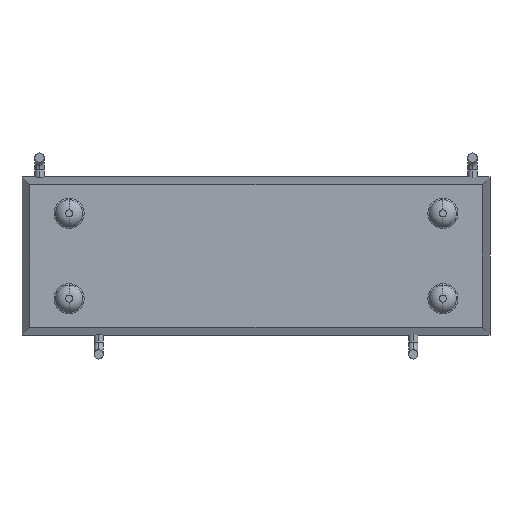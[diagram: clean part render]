
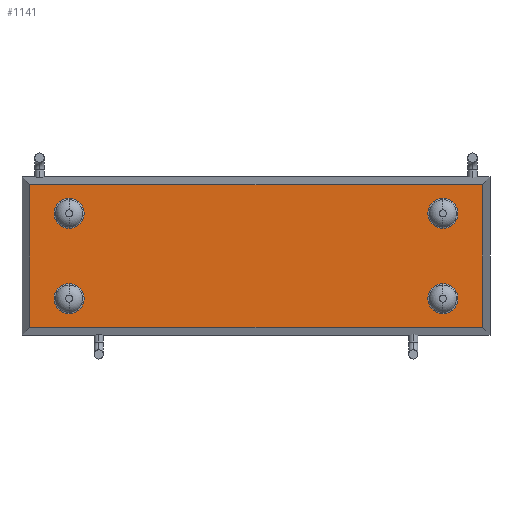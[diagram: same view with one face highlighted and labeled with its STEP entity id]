
A CAD part, front view. The second image highlights one B-rep face of the part: STEP entity #1141.
In plain terms, the highlighted planar face has unit normal (0, -1, 0).
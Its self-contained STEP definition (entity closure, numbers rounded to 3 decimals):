
#8 = DIRECTION ( 'NONE',  ( 0., 1., 0. ) ) ;
#13 = CARTESIAN_POINT ( 'NONE',  ( -12.06, 0.5, 2.75 ) ) ;
#34 = ORIENTED_EDGE ( 'NONE', *, *, #1082, .T. ) ;
#63 = VECTOR ( 'NONE', #959, 1000. ) ;
#65 = VECTOR ( 'NONE', #138, 1000. ) ;
#72 = ORIENTED_EDGE ( 'NONE', *, *, #398, .T. ) ;
#86 = CARTESIAN_POINT ( 'NONE',  ( 12.06, 0.5, 2.75 ) ) ;
#138 = DIRECTION ( 'NONE',  ( -1., 0., 0. ) ) ;
#157 = CARTESIAN_POINT ( 'NONE',  ( -15.1, 0.5, 4.597 ) ) ;
#166 = EDGE_LOOP ( 'NONE', ( #1492, #72 ) ) ;
#173 = CARTESIAN_POINT ( 'NONE',  ( -12.06, 0.5, -1.779 ) ) ;
#209 = VERTEX_POINT ( 'NONE', #302 ) ;
#211 = EDGE_CURVE ( 'NONE', #522, #243, #472, .T. ) ;
#226 = DIRECTION ( 'NONE',  ( 0., 0., 1. ) ) ;
#243 = VERTEX_POINT ( 'NONE', #887 ) ;
#249 = CARTESIAN_POINT ( 'NONE',  ( 12.06, 0.5, 1.779 ) ) ;
#251 = AXIS2_PLACEMENT_3D ( 'NONE', #1568, #980, #531 ) ;
#257 = CIRCLE ( 'NONE', #251, 0.971 ) ;
#281 = VERTEX_POINT ( 'NONE', #1221 ) ;
#299 = ORIENTED_EDGE ( 'NONE', *, *, #1618, .T. ) ;
#302 = CARTESIAN_POINT ( 'NONE',  ( -12.06, 0.5, 3.721 ) ) ;
#315 = AXIS2_PLACEMENT_3D ( 'NONE', #1341, #470, #1045 ) ;
#332 = CARTESIAN_POINT ( 'NONE',  ( 12.06, 0.5, -2.75 ) ) ;
#381 = DIRECTION ( 'NONE',  ( 0., 1., 0. ) ) ;
#398 = EDGE_CURVE ( 'NONE', #650, #1048, #1307, .T. ) ;
#431 = LINE ( 'NONE', #157, #65 ) ;
#434 = DIRECTION ( 'NONE',  ( 0., 1., 0. ) ) ;
#438 = ORIENTED_EDGE ( 'NONE', *, *, #1321, .T. ) ;
#445 = CARTESIAN_POINT ( 'NONE',  ( -12.06, 0.5, -2.75 ) ) ;
#470 = DIRECTION ( 'NONE',  ( 0., 1., 0. ) ) ;
#472 = CIRCLE ( 'NONE', #315, 0.971 ) ;
#508 = CARTESIAN_POINT ( 'NONE',  ( -15.1, 0.5, -4.597 ) ) ;
#513 = LINE ( 'NONE', #508, #63 ) ;
#522 = VERTEX_POINT ( 'NONE', #249 ) ;
#531 = DIRECTION ( 'NONE',  ( 0., 0., 1. ) ) ;
#545 = EDGE_CURVE ( 'NONE', #956, #281, #1844, .T. ) ;
#570 = PLANE ( 'NONE',  #1170 ) ;
#573 = LINE ( 'NONE', #635, #1764 ) ;
#618 = ORIENTED_EDGE ( 'NONE', *, *, #1773, .T. ) ;
#635 = CARTESIAN_POINT ( 'NONE',  ( 14.597, 0.5, -5.1 ) ) ;
#650 = VERTEX_POINT ( 'NONE', #1389 ) ;
#651 = DIRECTION ( 'NONE',  ( 0., 0., -1. ) ) ;
#684 = DIRECTION ( 'NONE',  ( 0., 0., 1. ) ) ;
#709 = DIRECTION ( 'NONE',  ( 0., 0., 1. ) ) ;
#776 = CARTESIAN_POINT ( 'NONE',  ( -14.597, 0.5, 4.597 ) ) ;
#796 = LINE ( 'NONE', #1105, #1370 ) ;
#799 = FACE_OUTER_BOUND ( 'NONE', #913, .T. ) ;
#820 = VERTEX_POINT ( 'NONE', #1598 ) ;
#846 = CIRCLE ( 'NONE', #1783, 0.971 ) ;
#848 = CARTESIAN_POINT ( 'NONE',  ( -12.06, 0.5, -2.75 ) ) ;
#855 = DIRECTION ( 'NONE',  ( 0., 1., 0. ) ) ;
#887 = CARTESIAN_POINT ( 'NONE',  ( 12.06, 0.5, 3.721 ) ) ;
#888 = ORIENTED_EDGE ( 'NONE', *, *, #545, .T. ) ;
#905 = EDGE_LOOP ( 'NONE', ( #34, #1588 ) ) ;
#913 = EDGE_LOOP ( 'NONE', ( #299, #438, #1463, #925 ) ) ;
#925 = ORIENTED_EDGE ( 'NONE', *, *, #1416, .T. ) ;
#946 = AXIS2_PLACEMENT_3D ( 'NONE', #848, #434, #1340 ) ;
#956 = VERTEX_POINT ( 'NONE', #173 ) ;
#959 = DIRECTION ( 'NONE',  ( 1., 0., 0. ) ) ;
#980 = DIRECTION ( 'NONE',  ( 0., 1., 0. ) ) ;
#1011 = CIRCLE ( 'NONE', #1624, 0.971 ) ;
#1045 = DIRECTION ( 'NONE',  ( 0., 0., 1. ) ) ;
#1048 = VERTEX_POINT ( 'NONE', #1509 ) ;
#1054 = DIRECTION ( 'NONE',  ( 0., 0., 1. ) ) ;
#1082 = EDGE_CURVE ( 'NONE', #243, #522, #1561, .T. ) ;
#1085 = DIRECTION ( 'NONE',  ( 0., 0., 1. ) ) ;
#1086 = CARTESIAN_POINT ( 'NONE',  ( 14.597, 0.5, -4.597 ) ) ;
#1090 = ORIENTED_EDGE ( 'NONE', *, *, #1296, .T. ) ;
#1105 = CARTESIAN_POINT ( 'NONE',  ( -14.597, 0.5, -5.1 ) ) ;
#1109 = DIRECTION ( 'NONE',  ( 0., 1., 0. ) ) ;
#1121 = EDGE_CURVE ( 'NONE', #209, #1419, #257, .T. ) ;
#1141 = ADVANCED_FACE ( 'NONE', ( #1766, #1693, #1322, #1436, #799 ), #570, .F. ) ;
#1170 = AXIS2_PLACEMENT_3D ( 'NONE', #1446, #855, #709 ) ;
#1206 = DIRECTION ( 'NONE',  ( 0., 1., 0. ) ) ;
#1221 = CARTESIAN_POINT ( 'NONE',  ( -12.06, 0.5, -3.721 ) ) ;
#1236 = CIRCLE ( 'NONE', #1367, 0.971 ) ;
#1252 = DIRECTION ( 'NONE',  ( 0., 0., 1. ) ) ;
#1264 = ORIENTED_EDGE ( 'NONE', *, *, #1121, .T. ) ;
#1267 = CARTESIAN_POINT ( 'NONE',  ( -12.06, 0.5, 1.779 ) ) ;
#1281 = CARTESIAN_POINT ( 'NONE',  ( 12.06, 0.5, -2.75 ) ) ;
#1296 = EDGE_CURVE ( 'NONE', #281, #956, #1236, .T. ) ;
#1300 = VERTEX_POINT ( 'NONE', #1086 ) ;
#1307 = CIRCLE ( 'NONE', #1564, 0.971 ) ;
#1321 = EDGE_CURVE ( 'NONE', #820, #1648, #431, .T. ) ;
#1322 = FACE_BOUND ( 'NONE', #166, .T. ) ;
#1340 = DIRECTION ( 'NONE',  ( 0., 0., 1. ) ) ;
#1341 = CARTESIAN_POINT ( 'NONE',  ( 12.06, 0.5, 2.75 ) ) ;
#1367 = AXIS2_PLACEMENT_3D ( 'NONE', #445, #8, #1738 ) ;
#1370 = VECTOR ( 'NONE', #651, 1000. ) ;
#1381 = DIRECTION ( 'NONE',  ( 0., 1., 0. ) ) ;
#1389 = CARTESIAN_POINT ( 'NONE',  ( 12.06, 0.5, -3.721 ) ) ;
#1416 = EDGE_CURVE ( 'NONE', #1488, #1300, #513, .T. ) ;
#1419 = VERTEX_POINT ( 'NONE', #1267 ) ;
#1436 = FACE_BOUND ( 'NONE', #905, .T. ) ;
#1446 = CARTESIAN_POINT ( 'NONE',  ( 0., 0.5, 0. ) ) ;
#1453 = EDGE_CURVE ( 'NONE', #1048, #650, #846, .T. ) ;
#1463 = ORIENTED_EDGE ( 'NONE', *, *, #1591, .T. ) ;
#1488 = VERTEX_POINT ( 'NONE', #1607 ) ;
#1492 = ORIENTED_EDGE ( 'NONE', *, *, #1453, .T. ) ;
#1509 = CARTESIAN_POINT ( 'NONE',  ( 12.06, 0.5, -1.779 ) ) ;
#1561 = CIRCLE ( 'NONE', #1818, 0.971 ) ;
#1564 = AXIS2_PLACEMENT_3D ( 'NONE', #332, #1381, #1085 ) ;
#1568 = CARTESIAN_POINT ( 'NONE',  ( -12.06, 0.5, 2.75 ) ) ;
#1585 = EDGE_LOOP ( 'NONE', ( #888, #1090 ) ) ;
#1588 = ORIENTED_EDGE ( 'NONE', *, *, #211, .T. ) ;
#1591 = EDGE_CURVE ( 'NONE', #1648, #1488, #796, .T. ) ;
#1598 = CARTESIAN_POINT ( 'NONE',  ( 14.597, 0.5, 4.597 ) ) ;
#1607 = CARTESIAN_POINT ( 'NONE',  ( -14.597, 0.5, -4.597 ) ) ;
#1618 = EDGE_CURVE ( 'NONE', #1300, #820, #573, .T. ) ;
#1624 = AXIS2_PLACEMENT_3D ( 'NONE', #13, #1206, #1054 ) ;
#1648 = VERTEX_POINT ( 'NONE', #776 ) ;
#1693 = FACE_BOUND ( 'NONE', #1585, .T. ) ;
#1725 = EDGE_LOOP ( 'NONE', ( #1264, #618 ) ) ;
#1738 = DIRECTION ( 'NONE',  ( 0., 0., 1. ) ) ;
#1764 = VECTOR ( 'NONE', #1252, 1000. ) ;
#1766 = FACE_BOUND ( 'NONE', #1725, .T. ) ;
#1773 = EDGE_CURVE ( 'NONE', #1419, #209, #1011, .T. ) ;
#1783 = AXIS2_PLACEMENT_3D ( 'NONE', #1281, #381, #684 ) ;
#1818 = AXIS2_PLACEMENT_3D ( 'NONE', #86, #1109, #226 ) ;
#1844 = CIRCLE ( 'NONE', #946, 0.971 ) ;
